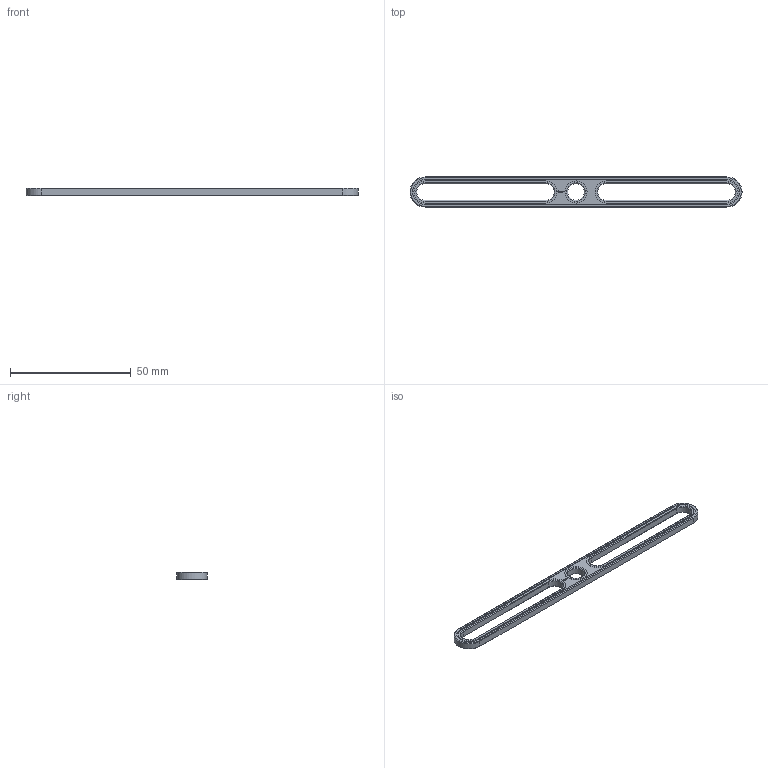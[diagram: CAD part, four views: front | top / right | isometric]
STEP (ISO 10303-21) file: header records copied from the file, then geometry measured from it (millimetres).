
FILE_DESCRIPTION(('FreeCAD Model'),'2;1');
FILE_NAME('Open CASCADE Shape Model','2023-01-08T23:19:28',(''),(''), 'Open CASCADE STEP processor 7.6','FreeCAD','Unknown');
FILE_SCHEMA(('AUTOMOTIVE_DESIGN { 1 0 10303 214 1 1 1 1 }'));
Length unit declared in the file: millimetre
Products named in the file (1): Brace STR SLT BE ERR BU11x01x00.25x05 - SPN-BRC-0312 (stemfie.org)
Bounding box: 137.5 x 12.5 x 3.12 mm (x, y, z)
Volume: 2617.6 mm3; surface area: 3394.8 mm2
Topology: 1 solids, 1 shells, 571 faces, 1574 edges, 1041 vertices
Faces by surface type: plane 347, extrusion 196, cone 14, cylinder 14
Full cylindrical faces by diameter (mm): 7 x1, 9.2 x1
Entity records: 39920 total; most frequent: CARTESIAN_POINT 9951, DIRECTION 4725, VECTOR 3865, LINE 3669, ORIENTED_EDGE 3148, PCURVE 3148, DEFINITIONAL_REPRESENTATION 3148, EDGE_CURVE 1574
